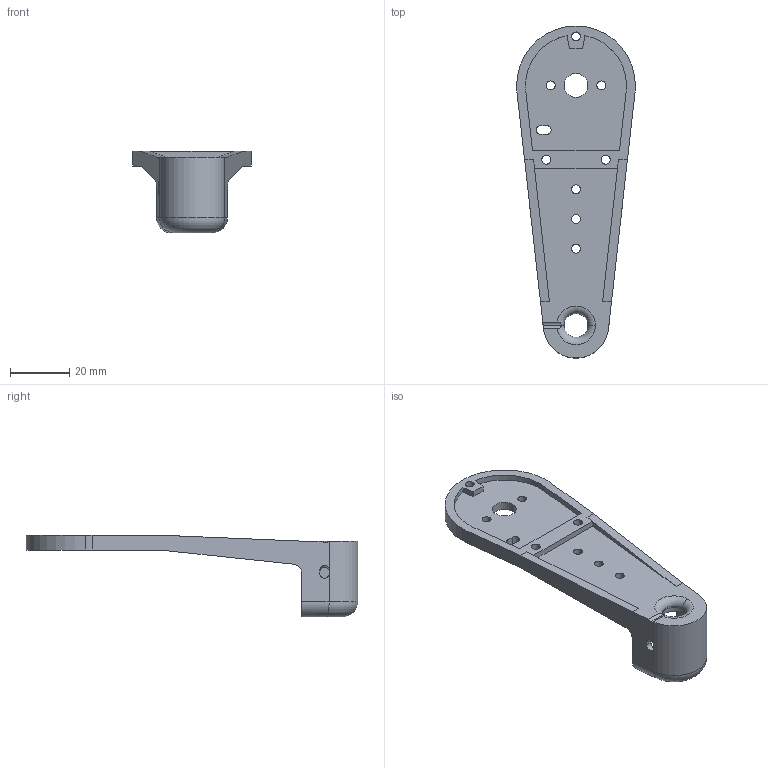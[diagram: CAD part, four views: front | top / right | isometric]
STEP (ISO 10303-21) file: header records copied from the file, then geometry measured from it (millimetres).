
FILE_DESCRIPTION (( 'STEP AP214' ), '1' );
FILE_NAME ('x3_3dp_leg_proto_alt.STEP', '2021-05-04T08:54:32', ( '' ), ( '' ), 'SwSTEP 2.0', 'SolidWorks 2016', '' );
FILE_SCHEMA (( 'AUTOMOTIVE_DESIGN' ));
Length unit declared in the file: millimetre
Products named in the file (1): x3_3dp_leg_proto_alt
Bounding box: 40 x 111.75 x 27.5 mm (x, y, z)
Volume: 14394.6 mm3; surface area: 11522.6 mm2
Topology: 1 solids, 1 shells, 90 faces, 249 edges, 163 vertices
Faces by surface type: cylinder 49, plane 38, torus 3
Entity records: 2996 total; most frequent: CARTESIAN_POINT 578, DIRECTION 499, ORIENTED_EDGE 498, EDGE_CURVE 249, AXIS2_PLACEMENT_3D 178, VERTEX_POINT 163, VECTOR 143, LINE 143
